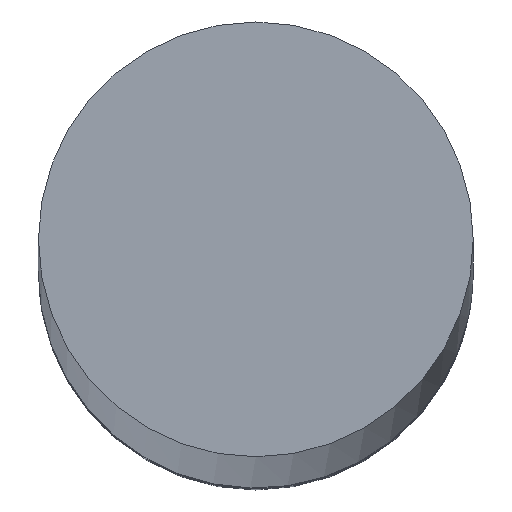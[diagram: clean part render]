
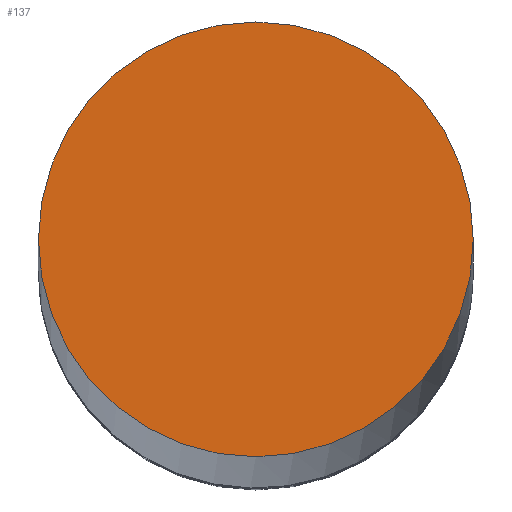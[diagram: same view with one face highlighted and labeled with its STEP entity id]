
A CAD part, top view. The second image highlights one B-rep face of the part: STEP entity #137.
In plain terms, the highlighted planar face has unit normal (0, 0, 1).
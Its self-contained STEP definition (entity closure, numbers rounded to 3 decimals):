
#130 = ORIENTED_EDGE ( 'NONE', *, *, #230, .T. ) ;
#136 = EDGE_LOOP ( 'NONE', ( #141, #130 ) ) ;
#137 = ADVANCED_FACE ( 'NONE', ( #1407 ), #1340, .T. ) ;
#141 = ORIENTED_EDGE ( 'NONE', *, *, #162, .T. ) ;
#162 = EDGE_CURVE ( 'NONE', #236, #235, #1310, .T. ) ;
#230 = EDGE_CURVE ( 'NONE', #235, #236, #1538, .T. ) ;
#235 = VERTEX_POINT ( 'NONE', #1559 ) ;
#236 = VERTEX_POINT ( 'NONE', #1631 ) ;
#1277 = DIRECTION ( 'NONE',  ( 1., 0., 0. ) ) ;
#1278 = DIRECTION ( 'NONE',  ( 0., 0., 1. ) ) ;
#1279 = AXIS2_PLACEMENT_3D ( 'NONE', #1299, #1278, #1277 ) ;
#1299 = CARTESIAN_POINT ( 'NONE',  ( 0., 0., 175. ) ) ;
#1310 = CIRCLE ( 'NONE', #1279, 4. ) ;
#1336 = DIRECTION ( 'NONE',  ( 1., 0., 0. ) ) ;
#1337 = DIRECTION ( 'NONE',  ( 0., 0., 1. ) ) ;
#1338 = CARTESIAN_POINT ( 'NONE',  ( 0., 0., 175. ) ) ;
#1339 = AXIS2_PLACEMENT_3D ( 'NONE', #1338, #1337, #1336 ) ;
#1340 = PLANE ( 'NONE',  #1339 ) ;
#1407 = FACE_OUTER_BOUND ( 'NONE', #136, .T. ) ;
#1538 = CIRCLE ( 'NONE', #1630, 4. ) ;
#1559 = CARTESIAN_POINT ( 'NONE',  ( 4., 0., 175. ) ) ;
#1562 = DIRECTION ( 'NONE',  ( 1., 0., 0. ) ) ;
#1563 = DIRECTION ( 'NONE',  ( 0., 0., 1. ) ) ;
#1629 = CARTESIAN_POINT ( 'NONE',  ( 0., 0., 175. ) ) ;
#1630 = AXIS2_PLACEMENT_3D ( 'NONE', #1629, #1563, #1562 ) ;
#1631 = CARTESIAN_POINT ( 'NONE',  ( -4., 0., 175. ) ) ;
